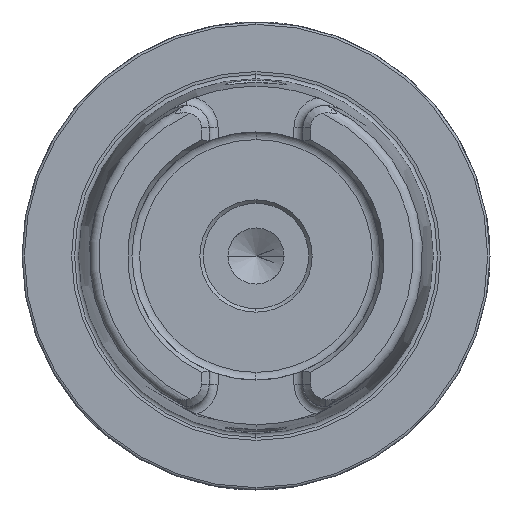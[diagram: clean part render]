
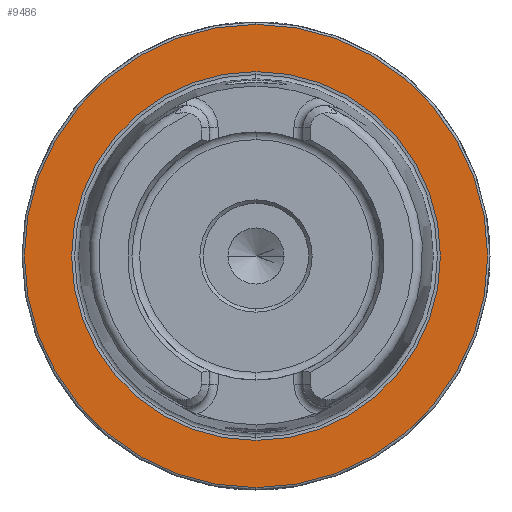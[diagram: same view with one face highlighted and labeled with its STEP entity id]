
A CAD part, left-side view. The second image highlights one B-rep face of the part: STEP entity #9486.
In plain terms, the highlighted planar face has unit normal (-1, 0, 0).
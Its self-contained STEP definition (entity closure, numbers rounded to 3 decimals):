
#693 = CARTESIAN_POINT ( 'NONE',  ( 0., 49.5, 0. ) ) ;
#699 = PLANE ( 'NONE',  #13257 ) ;
#701 = DIRECTION ( 'NONE',  ( 1., 0., 0. ) ) ;
#702 = DIRECTION ( 'NONE',  ( 0., 0., -1. ) ) ;
#1580 = CARTESIAN_POINT ( 'NONE',  ( 0., 0., 0. ) ) ;
#1581 = DIRECTION ( 'NONE',  ( -1., 0., 0. ) ) ;
#1582 = DIRECTION ( 'NONE',  ( 0., 0., 1. ) ) ;
#3063 = AXIS2_PLACEMENT_3D ( 'NONE', #7264, #7265, #7266 ) ;
#3064 = AXIS2_PLACEMENT_3D ( 'NONE', #7267, #7268, #7269 ) ;
#4593 = EDGE_CURVE ( 'NONE', #10206, #10197, #6594, .T. ) ;
#4660 = EDGE_CURVE ( 'NONE', #10196, #10205, #6651, .T. ) ;
#5138 = CARTESIAN_POINT ( 'NONE',  ( 0., 0., -39.405 ) ) ;
#5139 = CARTESIAN_POINT ( 'NONE',  ( 0., 0., -49.5 ) ) ;
#5147 = CARTESIAN_POINT ( 'NONE',  ( 0., 0., 39.405 ) ) ;
#5148 = CARTESIAN_POINT ( 'NONE',  ( 0., 0., 49.5 ) ) ;
#6594 = CIRCLE ( 'NONE', #13195, 49.5 ) ;
#6651 = CIRCLE ( 'NONE', #13210, 39.405 ) ;
#6725 = FACE_OUTER_BOUND ( 'NONE', #11753, .T. ) ;
#6727 = FACE_BOUND ( 'NONE', #9318, .T. ) ;
#6913 = CIRCLE ( 'NONE', #3063, 39.405 ) ;
#6914 = CIRCLE ( 'NONE', #3064, 49.5 ) ;
#7264 = CARTESIAN_POINT ( 'NONE',  ( 0., 0., 0. ) ) ;
#7265 = DIRECTION ( 'NONE',  ( -1., 0., 0. ) ) ;
#7266 = DIRECTION ( 'NONE',  ( 0., 0., 1. ) ) ;
#7267 = CARTESIAN_POINT ( 'NONE',  ( 0., 0., 0. ) ) ;
#7268 = DIRECTION ( 'NONE',  ( -1., 0., 0. ) ) ;
#7269 = DIRECTION ( 'NONE',  ( 0., 0., 1. ) ) ;
#8388 = CARTESIAN_POINT ( 'NONE',  ( 0., 0., 0. ) ) ;
#8389 = DIRECTION ( 'NONE',  ( -1., 0., 0. ) ) ;
#8390 = DIRECTION ( 'NONE',  ( 0., 0., 1. ) ) ;
#8720 = ORIENTED_EDGE ( 'NONE', *, *, #4660, .F. ) ;
#8740 = ORIENTED_EDGE ( 'NONE', *, *, #4593, .T. ) ;
#8745 = ORIENTED_EDGE ( 'NONE', *, *, #9952, .T. ) ;
#8753 = ORIENTED_EDGE ( 'NONE', *, *, #9951, .F. ) ;
#9318 = EDGE_LOOP ( 'NONE', ( #8753, #8720 ) ) ;
#9486 = ADVANCED_FACE ( 'NONE', ( #6727, #6725 ), #699, .F. ) ;
#9951 = EDGE_CURVE ( 'NONE', #10205, #10196, #6913, .T. ) ;
#9952 = EDGE_CURVE ( 'NONE', #10197, #10206, #6914, .T. ) ;
#10196 = VERTEX_POINT ( 'NONE', #5138 ) ;
#10197 = VERTEX_POINT ( 'NONE', #5139 ) ;
#10205 = VERTEX_POINT ( 'NONE', #5147 ) ;
#10206 = VERTEX_POINT ( 'NONE', #5148 ) ;
#11753 = EDGE_LOOP ( 'NONE', ( #8740, #8745 ) ) ;
#13195 = AXIS2_PLACEMENT_3D ( 'NONE', #1580, #1581, #1582 ) ;
#13210 = AXIS2_PLACEMENT_3D ( 'NONE', #8388, #8389, #8390 ) ;
#13257 = AXIS2_PLACEMENT_3D ( 'NONE', #693, #701, #702 ) ;
